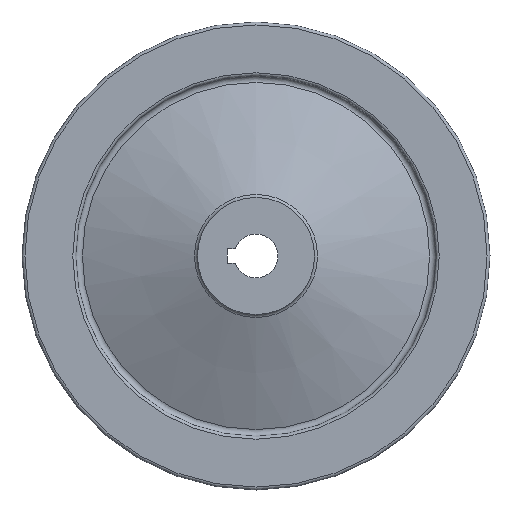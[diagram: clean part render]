
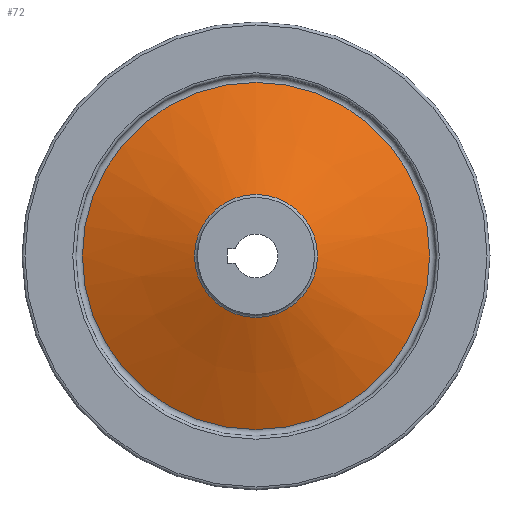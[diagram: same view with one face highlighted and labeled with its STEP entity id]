
A CAD part, left-side view. The second image highlights one B-rep face of the part: STEP entity #72.
In plain terms, the highlighted conical face has half-angle 68.032 degrees and reference radius 21.043 mm.
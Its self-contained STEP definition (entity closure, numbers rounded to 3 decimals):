
#72 = ADVANCED_FACE( '', ( #155, #156 ), #157, .T. );
#155 = FACE_OUTER_BOUND( '', #246, .T. );
#156 = FACE_BOUND( '', #247, .T. );
#157 = CONICAL_SURFACE( '', #248, 21.043, 1.187 );
#246 = EDGE_LOOP( '', ( #375 ) );
#247 = EDGE_LOOP( '', ( #376 ) );
#248 = AXIS2_PLACEMENT_3D( '', #377, #378, #379 );
#375 = ORIENTED_EDGE( '', *, *, #465, .F. );
#376 = ORIENTED_EDGE( '', *, *, #451, .T. );
#377 = CARTESIAN_POINT( '', ( 12.509, 0., 0. ) );
#378 = DIRECTION( '', ( 1., 0., 0. ) );
#379 = DIRECTION( '', ( 0., 0., -1. ) );
#451 = EDGE_CURVE( '', #516, #516, #517, .T. );
#465 = EDGE_CURVE( '', #535, #535, #536, .T. );
#516 = VERTEX_POINT( '', #600 );
#517 = CIRCLE( '', #601, 21.043 );
#535 = VERTEX_POINT( '', #621 );
#536 = CIRCLE( '', #622, 59.35 );
#600 = CARTESIAN_POINT( '', ( 12.509, 0., -21.043 ) );
#601 = AXIS2_PLACEMENT_3D( '', #673, #674, #675 );
#621 = CARTESIAN_POINT( '', ( 27.962, 0., -59.35 ) );
#622 = AXIS2_PLACEMENT_3D( '', #690, #691, #692 );
#673 = CARTESIAN_POINT( '', ( 12.509, 0., 0. ) );
#674 = DIRECTION( '', ( 1., 0., 0. ) );
#675 = DIRECTION( '', ( 0., 0., -1. ) );
#690 = CARTESIAN_POINT( '', ( 27.962, 0., 0. ) );
#691 = DIRECTION( '', ( 1., 0., 0. ) );
#692 = DIRECTION( '', ( 0., 0., -1. ) );
